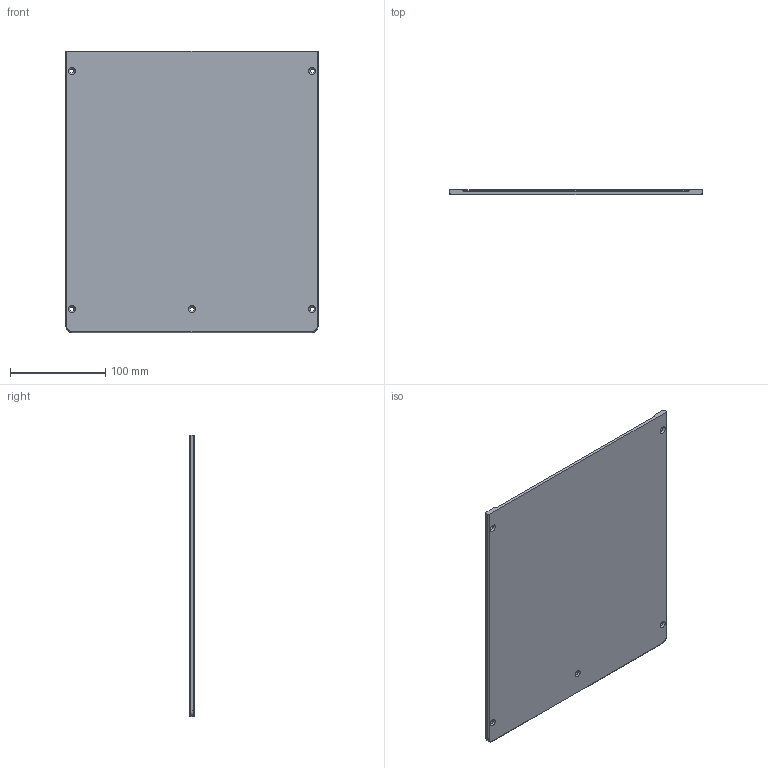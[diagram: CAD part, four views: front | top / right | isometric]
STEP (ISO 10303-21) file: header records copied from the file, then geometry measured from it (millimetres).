
FILE_DESCRIPTION (( 'STEP AP203' ), '1' );
FILE_NAME ('CARRIAGE_COVER-B_26MAR2019.STEP', '2019-03-26T19:00:24', ( 'GCX' ), ( 'Microsoft' ), 'SwSTEP 2.0', 'SolidWorks 2018', '' );
FILE_SCHEMA (( 'CONFIG_CONTROL_DESIGN' ));
Length unit declared in the file: inch
Products named in the file (1): CARRIAGE_COVER-B_26MAR2019
Bounding box: 265.18 x 5.08 x 295.64 mm (x, y, z)
Volume: 271239.4 mm3; surface area: 162728.7 mm2
Topology: 1 solids, 1 shells, 67 faces, 164 edges, 100 vertices
Faces by surface type: cylinder 30, plane 17, torus 10, cone 10
Entity records: 2075 total; most frequent: DIRECTION 382, CARTESIAN_POINT 332, ORIENTED_EDGE 328, EDGE_CURVE 164, AXIS2_PLACEMENT_3D 150, VERTEX_POINT 100, CIRCLE 82, LINE 82
